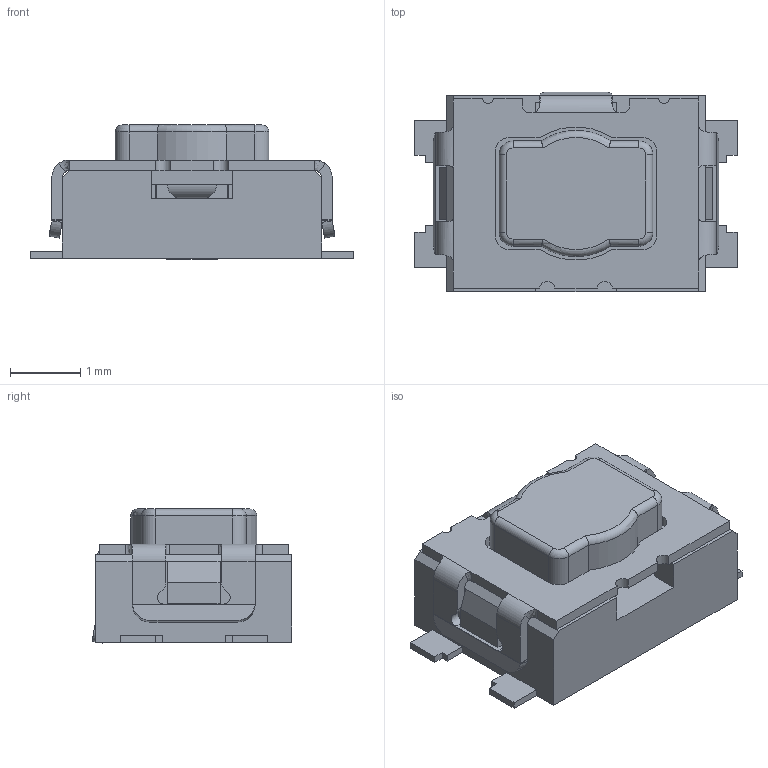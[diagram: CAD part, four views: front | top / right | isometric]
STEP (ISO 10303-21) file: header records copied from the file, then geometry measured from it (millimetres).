
FILE_DESCRIPTION(/* description */ ('Unknown'),/* implementation_level */ '2;1');
FILE_NAME(/* name */ '435441019830',/* time_stamp */ '2022-02-25T07:27:26+01:00',/* author */ ('Unknown'),/* organization */ ('Unknown'),/* preprocessor_version */ 'ST-DEVELOPER v16.7',/* originating_system */ 'Solid Edge',/* authorisation */ 'Unknown');
FILE_SCHEMA (('AUTOMOTIVE_DESIGN {1 0 10303 214 3 1 1}'));
Length unit declared in the file: millimetre
Products named in the file (5): 435441019830; Frame; Cover; Terminal; Button
Assembly tree (4 placements, depth 2):
  435441019830
    Frame
    Cover
    Terminal
    Button
Bounding box: 4.6 x 2.85 x 1.91 mm (x, y, z)
Volume: 15.3 mm3; surface area: 84.2 mm2
Topology: 7 solids, 7 shells, 252 faces, 660 edges, 420 vertices
Faces by surface type: plane 170, cylinder 62, bspline 14, torus 6
Entity records: 8008 total; most frequent: CARTESIAN_POINT 1675, ORIENTED_EDGE 1320, DIRECTION 1228, EDGE_CURVE 660, LINE 514, VECTOR 514, VERTEX_POINT 420, AXIS2_PLACEMENT_3D 357
